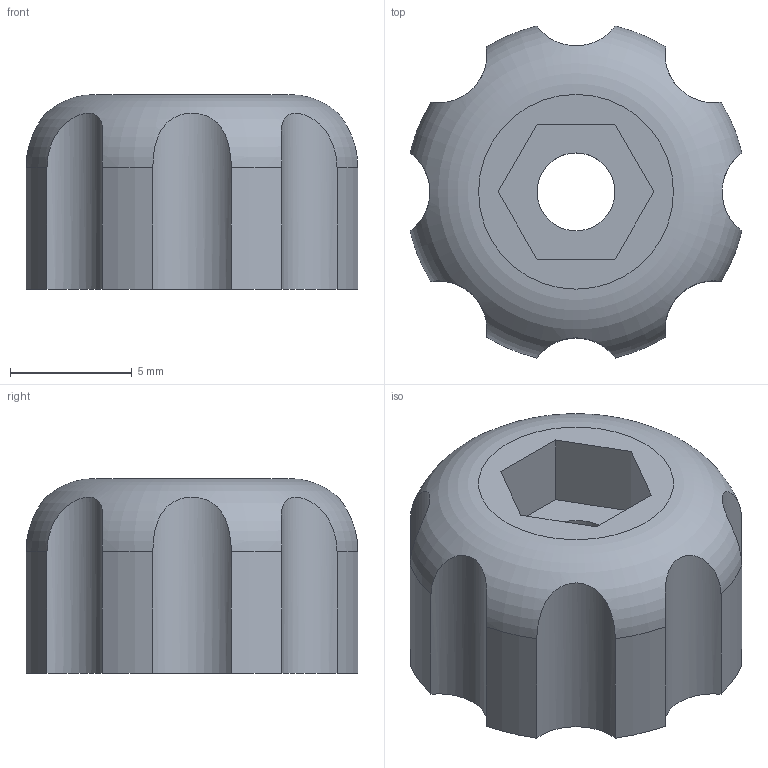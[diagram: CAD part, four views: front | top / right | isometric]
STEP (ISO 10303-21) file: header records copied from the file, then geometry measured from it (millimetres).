
FILE_DESCRIPTION(('FreeCAD Model'),'2;1');
FILE_NAME('knob-x2.step', '2019-07-26T17:29:09',('Author'),(''), 'Open CASCADE STEP processor 6.8','FreeCAD','Unknown');
FILE_SCHEMA(('AUTOMOTIVE_DESIGN_CC2 { 1 2 10303 214 -1 1 5 4 }'));
Length unit declared in the file: millimetre
Products named in the file (2): ASSEMBLY; knob
Assembly tree (1 placements, depth 2):
  ASSEMBLY
    knob
Bounding box: 13.62 x 13.62 x 8 mm (x, y, z)
Volume: 872.3 mm3; surface area: 713.6 mm2
Topology: 1 solids, 1 shells, 29 faces, 75 edges, 50 vertices
Faces by surface type: cylinder 18, plane 10, torus 1
Full cylindrical faces by diameter (mm): 3.2 x1, 6.4 x1
Entity records: 6461 total; most frequent: CARTESIAN_POINT 4999, DIRECTION 243, ORIENTED_EDGE 150, PCURVE 150, DEFINITIONAL_REPRESENTATION 150, LINE 101, VECTOR 101, EDGE_CURVE 75
